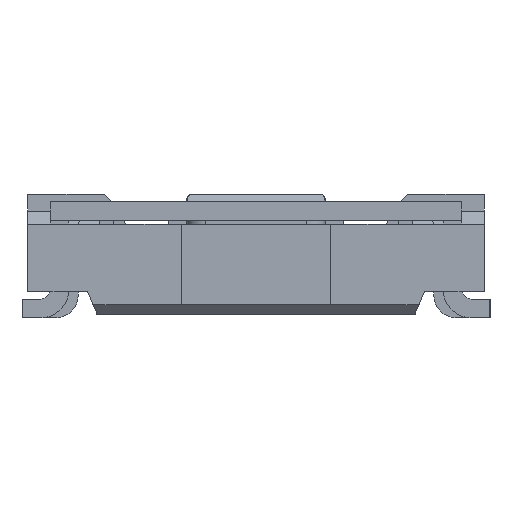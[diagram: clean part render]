
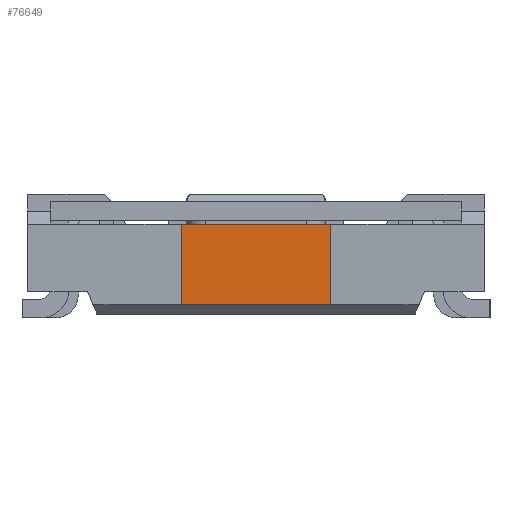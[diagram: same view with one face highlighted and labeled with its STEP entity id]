
A CAD part, left-side view. The second image highlights one B-rep face of the part: STEP entity #76649.
In plain terms, the highlighted planar face has unit normal (-1, 0, 0).
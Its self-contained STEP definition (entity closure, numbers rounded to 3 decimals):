
#2986 = LINE ( 'NONE', #52881, #26272 ) ;
#5095 = ORIENTED_EDGE ( 'NONE', *, *, #65734, .F. ) ;
#5206 = VECTOR ( 'NONE', #36233, 1000. ) ;
#6018 = LINE ( 'NONE', #73764, #5206 ) ;
#18233 = VECTOR ( 'NONE', #33459, 1000. ) ;
#21845 = CARTESIAN_POINT ( 'NONE',  ( -5.11, 0.4, 0.05 ) ) ;
#26272 = VECTOR ( 'NONE', #59383, 1000. ) ;
#30772 = DIRECTION ( 'NONE',  ( 0., 0., -1. ) ) ;
#31148 = VERTEX_POINT ( 'NONE', #21845 ) ;
#32929 = CARTESIAN_POINT ( 'NONE',  ( -5.11, -0.4, 0.48 ) ) ;
#33459 = DIRECTION ( 'NONE',  ( 0., 1., 0. ) ) ;
#36233 = DIRECTION ( 'NONE',  ( 0., 1., 0. ) ) ;
#38127 = EDGE_LOOP ( 'NONE', ( #50579, #77803, #5095, #79165 ) ) ;
#40136 = EDGE_CURVE ( 'NONE', #57263, #31148, #2986, .T. ) ;
#41989 = FACE_OUTER_BOUND ( 'NONE', #38127, .T. ) ;
#42596 = LINE ( 'NONE', #67514, #58333 ) ;
#44002 = DIRECTION ( 'NONE',  ( 1., 0., 0. ) ) ;
#49342 = PLANE ( 'NONE',  #60266 ) ;
#50579 = ORIENTED_EDGE ( 'NONE', *, *, #40136, .T. ) ;
#51163 = CARTESIAN_POINT ( 'NONE',  ( -5.11, -0.4, 0.05 ) ) ;
#51576 = LINE ( 'NONE', #51163, #18233 ) ;
#52881 = CARTESIAN_POINT ( 'NONE',  ( -5.11, 0.4, 0.48 ) ) ;
#55624 = VERTEX_POINT ( 'NONE', #68747 ) ;
#55936 = EDGE_CURVE ( 'NONE', #55624, #31148, #51576, .T. ) ;
#56224 = CARTESIAN_POINT ( 'NONE',  ( -5.11, -0.4, 0.48 ) ) ;
#57263 = VERTEX_POINT ( 'NONE', #80681 ) ;
#57920 = DIRECTION ( 'NONE',  ( 0., 0., 1. ) ) ;
#58333 = VECTOR ( 'NONE', #30772, 1000. ) ;
#59383 = DIRECTION ( 'NONE',  ( 0., 0., -1. ) ) ;
#60266 = AXIS2_PLACEMENT_3D ( 'NONE', #32929, #44002, #57920 ) ;
#65734 = EDGE_CURVE ( 'NONE', #78549, #55624, #42596, .T. ) ;
#67514 = CARTESIAN_POINT ( 'NONE',  ( -5.11, -0.4, 0.48 ) ) ;
#68747 = CARTESIAN_POINT ( 'NONE',  ( -5.11, -0.4, 0.05 ) ) ;
#71963 = EDGE_CURVE ( 'NONE', #78549, #57263, #6018, .T. ) ;
#73764 = CARTESIAN_POINT ( 'NONE',  ( -5.11, -0.4, 0.48 ) ) ;
#76649 = ADVANCED_FACE ( 'NONE', ( #41989 ), #49342, .F. ) ;
#77803 = ORIENTED_EDGE ( 'NONE', *, *, #55936, .F. ) ;
#78549 = VERTEX_POINT ( 'NONE', #56224 ) ;
#79165 = ORIENTED_EDGE ( 'NONE', *, *, #71963, .T. ) ;
#80681 = CARTESIAN_POINT ( 'NONE',  ( -5.11, 0.4, 0.48 ) ) ;
